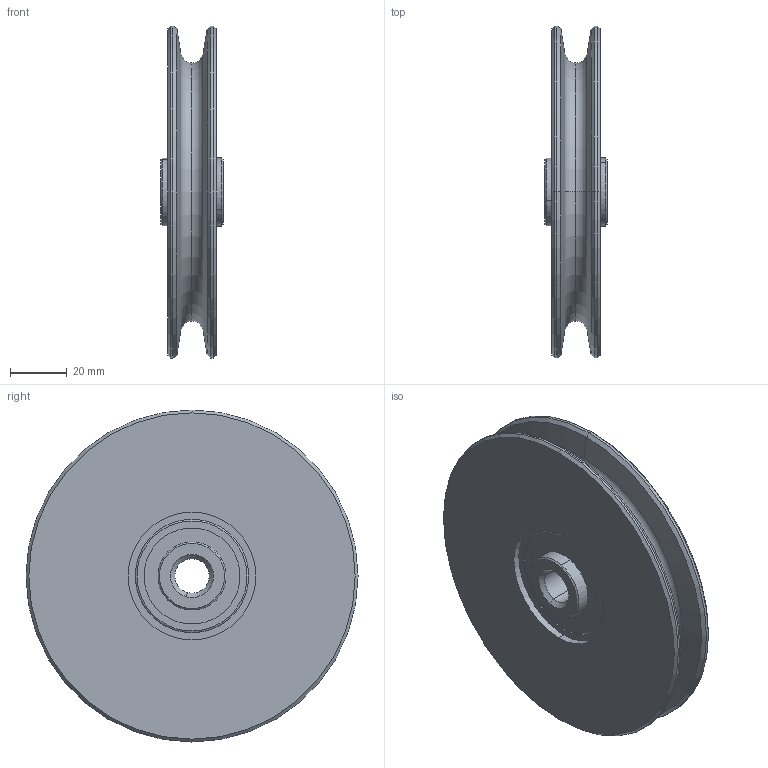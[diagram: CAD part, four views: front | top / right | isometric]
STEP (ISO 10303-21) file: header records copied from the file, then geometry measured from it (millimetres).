
FILE_DESCRIPTION (( 'STEP AP214' ), '1' );
FILE_NAME ('0027460_055-120_(A-01).step', '2018-12-17T09:37:22', ( '' ), ( '' ), 'SwSTEP 2.0', 'SolidWorks 2018', '' );
FILE_SCHEMA (( 'AUTOMOTIVE_DESIGN' ));
Length unit declared in the file: millimetre
Products named in the file (1): 0027460_055-120_(A-01)
Bounding box: 22 x 117 x 117 mm (x, y, z)
Volume: 138709.9 mm3; surface area: 46160.4 mm2
Topology: 8 solids, 8 shells, 118 faces, 236 edges, 140 vertices
Faces by surface type: cylinder 50, cone 24, torus 22, plane 22
Entity records: 4513 total; most frequent: DIRECTION 636, CARTESIAN_POINT 495, ORIENTED_EDGE 472, AXIS2_PLACEMENT_3D 281, EDGE_CURVE 236, CIRCLE 162, EDGE_LOOP 140, VERTEX_POINT 140
